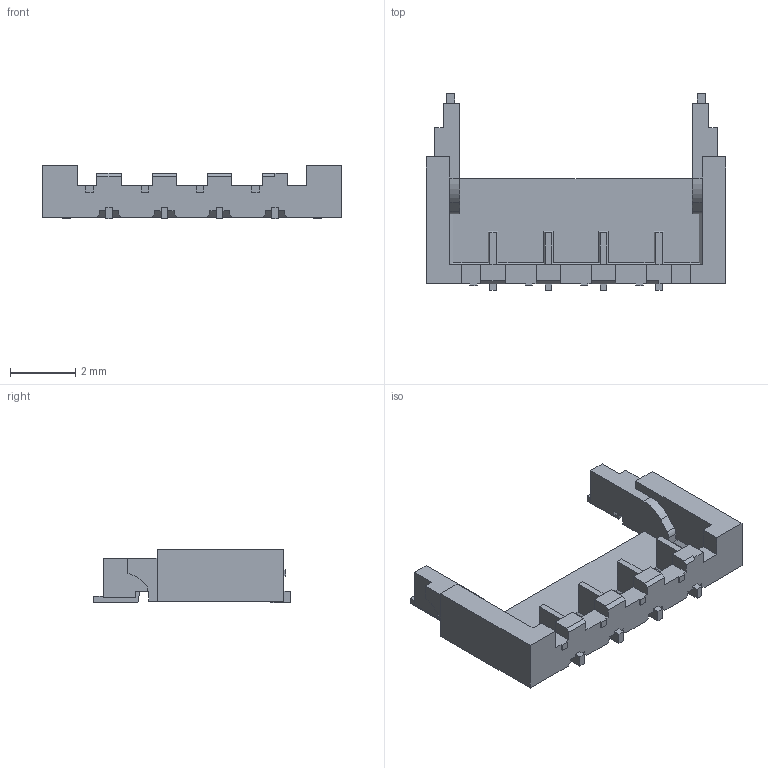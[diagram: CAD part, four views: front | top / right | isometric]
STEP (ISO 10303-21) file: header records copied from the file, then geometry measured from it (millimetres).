
FILE_DESCRIPTION(('CoCreate Modeling STEP Export'),'2;1');
FILE_NAME('DF65-4P-1.7V.stp','2014-10-10T 8:25:44',(''),(''),'CoCreate Modeling STEP processor for AP214 (Solid Model)','CoCreate Modeling 17.0 01-Apr-2010 (C) Parametric Technology GmbH','');
FILE_SCHEMA(('AUTOMOTIVE_DESIGN { 1 0 10303 214 1 1 1 1 }'));
Length unit declared in the file: millimetre
Products named in the file (1): DF65-4P-1.7V
Bounding box: 9.2 x 6.05 x 1.65 mm (x, y, z)
Volume: 23 mm3; surface area: 134 mm2
Topology: 1 solids, 1 shells, 196 faces, 558 edges, 364 vertices
Faces by surface type: plane 186, cylinder 8, extrusion 2
Entity records: 6258 total; most frequent: CARTESIAN_POINT 1143, ORIENTED_EDGE 1116, DIRECTION 962, EDGE_CURVE 558, VECTOR 540, LINE 538, VERTEX_POINT 364, AXIS2_PLACEMENT_3D 211
